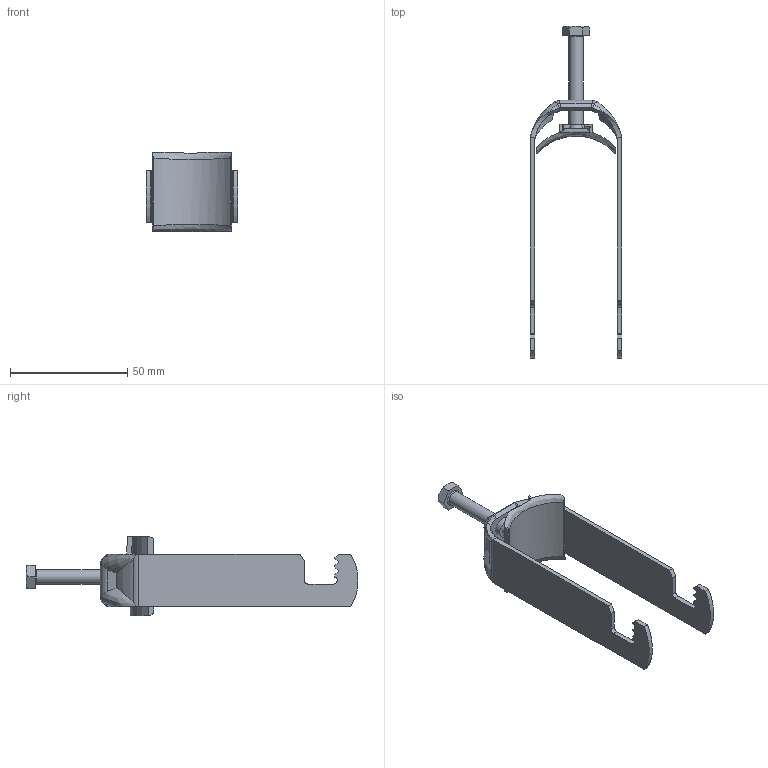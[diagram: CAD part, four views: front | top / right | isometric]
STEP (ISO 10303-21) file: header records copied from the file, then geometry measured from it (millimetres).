
FILE_DESCRIPTION (( 'STEP AP214' ), '1' );
FILE_NAME ('1187627.stp', '2023-10-12T09:39:44', ( '' ), ( '' ), 'SwSTEP 2.0', 'SolidWorks 2022', '' );
FILE_SCHEMA (( 'AUTOMOTIVE_DESIGN' ));
Length unit declared in the file: millimetre
Products named in the file (5): 141692_Einspritzpunkt Links; 1187627; EB101-00-04_Standard; 142951_M6 x 38; 157136_2Fach
Assembly tree (4 placements, depth 2):
  1187627
    157136_2Fach
    142951_M6 x 38
    EB101-00-04_Standard
    141692_Einspritzpunkt Links
Bounding box: 39 x 141.69 x 34.05 mm (x, y, z)
Volume: 14768.7 mm3; surface area: 16176.8 mm2
Topology: 4 solids, 4 shells, 202 faces, 515 edges, 324 vertices
Faces by surface type: plane 108, cylinder 43, bspline 39, cone 7, sphere 4, torus 1
Full cylindrical faces by diameter (mm): 2.9 x1, 3.2 x1, 4.2 x2, 6 x1, 8.2 x2
Entity records: 14441 total; most frequent: CARTESIAN_POINT 9849, ORIENTED_EDGE 990, DIRECTION 757, EDGE_CURVE 495, VERTEX_POINT 319, AXIS2_PLACEMENT_3D 254, VECTOR 249, LINE 249
